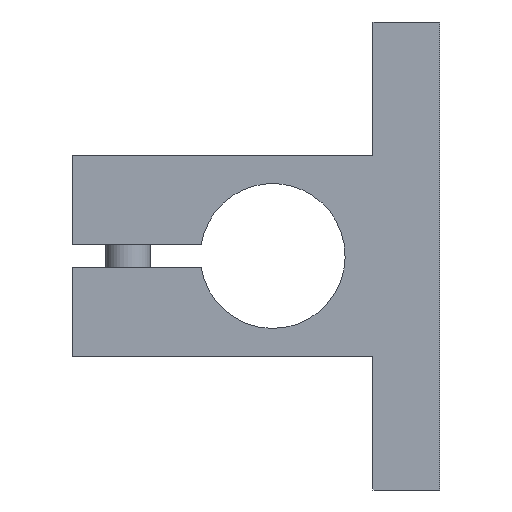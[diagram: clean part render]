
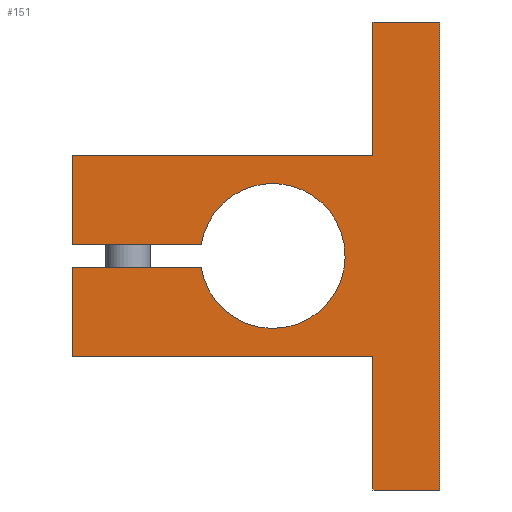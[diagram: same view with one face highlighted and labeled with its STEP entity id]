
A CAD part, left-side view. The second image highlights one B-rep face of the part: STEP entity #151.
In plain terms, the highlighted planar face has unit normal (-1, 0, 0).
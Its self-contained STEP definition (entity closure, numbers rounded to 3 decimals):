
#151 = ADVANCED_FACE( '', ( #244 ), #245, .F. );
#244 = FACE_OUTER_BOUND( '', #365, .T. );
#245 = PLANE( '', #366 );
#365 = EDGE_LOOP( '', ( #633, #634, #635, #636, #637, #638, #639, #640, #641, #642, #643, #644, #645 ) );
#366 = AXIS2_PLACEMENT_3D( '', #646, #647, #648 );
#633 = ORIENTED_EDGE( '', *, *, #890, .F. );
#634 = ORIENTED_EDGE( '', *, *, #923, .F. );
#635 = ORIENTED_EDGE( '', *, *, #920, .F. );
#636 = ORIENTED_EDGE( '', *, *, #917, .F. );
#637 = ORIENTED_EDGE( '', *, *, #914, .F. );
#638 = ORIENTED_EDGE( '', *, *, #911, .F. );
#639 = ORIENTED_EDGE( '', *, *, #908, .F. );
#640 = ORIENTED_EDGE( '', *, *, #849, .F. );
#641 = ORIENTED_EDGE( '', *, *, #907, .F. );
#642 = ORIENTED_EDGE( '', *, *, #903, .F. );
#643 = ORIENTED_EDGE( '', *, *, #900, .F. );
#644 = ORIENTED_EDGE( '', *, *, #897, .F. );
#645 = ORIENTED_EDGE( '', *, *, #894, .F. );
#646 = CARTESIAN_POINT( '', ( -5., 0., 0. ) );
#647 = DIRECTION( '', ( 1., 0., 0. ) );
#648 = DIRECTION( '', ( 0., 0., -1. ) );
#849 = EDGE_CURVE( '', #979, #982, #983, .T. );
#890 = EDGE_CURVE( '', #1049, #1050, #1051, .T. );
#894 = EDGE_CURVE( '', #1050, #1057, #1058, .T. );
#897 = EDGE_CURVE( '', #1057, #1062, #1063, .T. );
#900 = EDGE_CURVE( '', #1062, #1067, #1068, .T. );
#903 = EDGE_CURVE( '', #1067, #1072, #1073, .T. );
#907 = EDGE_CURVE( '', #1072, #979, #1078, .T. );
#908 = EDGE_CURVE( '', #982, #1079, #1080, .T. );
#911 = EDGE_CURVE( '', #1079, #1084, #1085, .T. );
#914 = EDGE_CURVE( '', #1084, #1089, #1090, .T. );
#917 = EDGE_CURVE( '', #1089, #1094, #1095, .T. );
#920 = EDGE_CURVE( '', #1094, #1099, #1100, .T. );
#923 = EDGE_CURVE( '', #1099, #1049, #1104, .T. );
#979 = VERTEX_POINT( '', #1193 );
#982 = VERTEX_POINT( '', #1197 );
#983 = CIRCLE( '', #1198, 6.5 );
#1049 = VERTEX_POINT( '', #1279 );
#1050 = VERTEX_POINT( '', #1280 );
#1051 = LINE( '', #1281, #1282 );
#1057 = VERTEX_POINT( '', #1291 );
#1058 = LINE( '', #1292, #1293 );
#1062 = VERTEX_POINT( '', #1299 );
#1063 = LINE( '', #1300, #1301 );
#1067 = VERTEX_POINT( '', #1307 );
#1068 = LINE( '', #1308, #1309 );
#1072 = VERTEX_POINT( '', #1315 );
#1073 = LINE( '', #1316, #1317 );
#1078 = CIRCLE( '', #1324, 6.5 );
#1079 = VERTEX_POINT( '', #1325 );
#1080 = LINE( '', #1326, #1327 );
#1084 = VERTEX_POINT( '', #1333 );
#1085 = LINE( '', #1334, #1335 );
#1089 = VERTEX_POINT( '', #1341 );
#1090 = LINE( '', #1342, #1343 );
#1094 = VERTEX_POINT( '', #1349 );
#1095 = LINE( '', #1350, #1351 );
#1099 = VERTEX_POINT( '', #1357 );
#1100 = LINE( '', #1358, #1359 );
#1104 = LINE( '', #1365, #1366 );
#1193 = CARTESIAN_POINT( '', ( -5., 8.577, 1. ) );
#1197 = CARTESIAN_POINT( '', ( -5., 21.423, 1. ) );
#1198 = AXIS2_PLACEMENT_3D( '', #1491, #1492, #1493 );
#1279 = CARTESIAN_POINT( '', ( -5., 0., -21. ) );
#1280 = CARTESIAN_POINT( '', ( -5., 6., -21. ) );
#1281 = CARTESIAN_POINT( '', ( -5., 0., -21. ) );
#1282 = VECTOR( '', #1584, 1. );
#1291 = CARTESIAN_POINT( '', ( -5., 6., -9. ) );
#1292 = CARTESIAN_POINT( '', ( -5., 6., -21. ) );
#1293 = VECTOR( '', #1588, 1. );
#1299 = CARTESIAN_POINT( '', ( -5., 33., -9. ) );
#1300 = CARTESIAN_POINT( '', ( -5., 6., -9. ) );
#1301 = VECTOR( '', #1591, 1. );
#1307 = CARTESIAN_POINT( '', ( -5., 33., -1. ) );
#1308 = CARTESIAN_POINT( '', ( -5., 33., -9. ) );
#1309 = VECTOR( '', #1594, 1. );
#1315 = CARTESIAN_POINT( '', ( -5., 21.423, -1. ) );
#1316 = CARTESIAN_POINT( '', ( -5., 33., -1. ) );
#1317 = VECTOR( '', #1597, 1. );
#1324 = AXIS2_PLACEMENT_3D( '', #1603, #1604, #1605 );
#1325 = CARTESIAN_POINT( '', ( -5., 33., 1. ) );
#1326 = CARTESIAN_POINT( '', ( -5., 21.423, 1. ) );
#1327 = VECTOR( '', #1606, 1. );
#1333 = CARTESIAN_POINT( '', ( -5., 33., 9. ) );
#1334 = CARTESIAN_POINT( '', ( -5., 33., 1. ) );
#1335 = VECTOR( '', #1609, 1. );
#1341 = CARTESIAN_POINT( '', ( -5., 6., 9. ) );
#1342 = CARTESIAN_POINT( '', ( -5., 33., 9. ) );
#1343 = VECTOR( '', #1612, 1. );
#1349 = CARTESIAN_POINT( '', ( -5., 6., 21. ) );
#1350 = CARTESIAN_POINT( '', ( -5., 6., 9. ) );
#1351 = VECTOR( '', #1615, 1. );
#1357 = CARTESIAN_POINT( '', ( -5., 0., 21. ) );
#1358 = CARTESIAN_POINT( '', ( -5., 6., 21. ) );
#1359 = VECTOR( '', #1618, 1. );
#1365 = CARTESIAN_POINT( '', ( -5., 0., 21. ) );
#1366 = VECTOR( '', #1621, 1. );
#1491 = CARTESIAN_POINT( '', ( -5., 15., 0. ) );
#1492 = DIRECTION( '', ( -1., 0., 0. ) );
#1493 = DIRECTION( '', ( 0., 0.988, -0.154 ) );
#1584 = DIRECTION( '', ( 0., 1., 0. ) );
#1588 = DIRECTION( '', ( 0., 0., 1. ) );
#1591 = DIRECTION( '', ( 0., 1., 0. ) );
#1594 = DIRECTION( '', ( 0., 0., 1. ) );
#1597 = DIRECTION( '', ( 0., -1., 0. ) );
#1603 = CARTESIAN_POINT( '', ( -5., 15., 0. ) );
#1604 = DIRECTION( '', ( -1., 0., 0. ) );
#1605 = DIRECTION( '', ( 0., 0.988, -0.154 ) );
#1606 = DIRECTION( '', ( 0., 1., 0. ) );
#1609 = DIRECTION( '', ( 0., 0., 1. ) );
#1612 = DIRECTION( '', ( 0., -1., 0. ) );
#1615 = DIRECTION( '', ( 0., 0., 1. ) );
#1618 = DIRECTION( '', ( 0., -1., 0. ) );
#1621 = DIRECTION( '', ( 0., 0., -1. ) );
